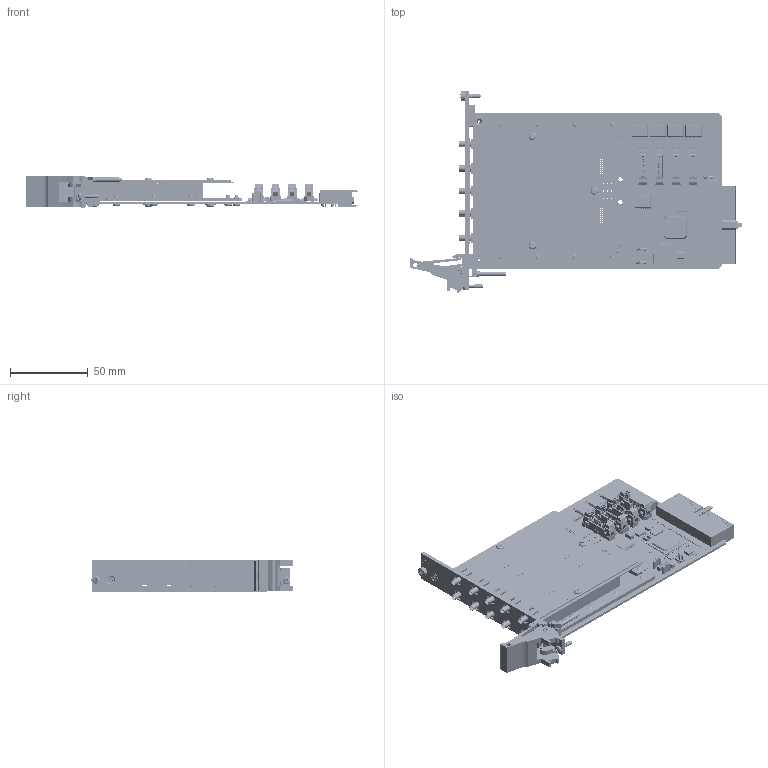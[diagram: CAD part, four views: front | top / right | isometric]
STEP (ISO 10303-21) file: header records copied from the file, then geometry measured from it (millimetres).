
FILE_DESCRIPTION (( 'STEP AP214' ), '1' );
FILE_NAME ('40-873-002 DUAL 4CH MUX 50 OHM SMB TERM.STEP', '2013-09-12T14:45:45', ( 'admin' ), ( '' ), 'SwSTEP 2.0', 'SolidWorks 2012', '' );
FILE_SCHEMA (( 'AUTOMOTIVE_DESIGN' ));
Length unit declared in the file: millimetre
Products named in the file (1): 40-873-002 DUAL 4CH MUX 50 OHM SMB TERM
Bounding box: 213.91 x 129.67 x 20 mm (x, y, z)
Surface area: 87888.8 mm2 (no closed solid volume)
Topology: 0 solids, 670 shells, 4185 faces, 18774 edges, 14568 vertices
Faces by surface type: plane 3081, cylinder 900, cone 105, torus 63, bspline 29, sphere 7
Full cylindrical faces by diameter (mm): 0.2 x1, 0.38 x9, 0.6 x110, 0.66 x164, 0.762 x53, 0.8 x4, 1 x18, 1.496 x2, 1.524 x8, 2 x5, 2.05 x1, 2.45 x5, 2.5 x4, 2.6 x1, 2.7 x3, 2.8 x1, 3 x3, 3.5 x10, 3.65 x10, 3.665 x1, 3.8 x6, 4.35 x1, 4.7 x1, 4.85 x16, 5 x4, 5.3 x1, 6 x1, 6.5 x1, 6.75 x10, 6.8 x3
Entity records: 241502 total; most frequent: CARTESIAN_POINT 49306, DIRECTION 28898, ORIENTED_EDGE 24578, EDGE_CURVE 18016, VERTEX_POINT 14415, VECTOR 13662, LINE 13662, AXIS2_PLACEMENT_3D 7618
